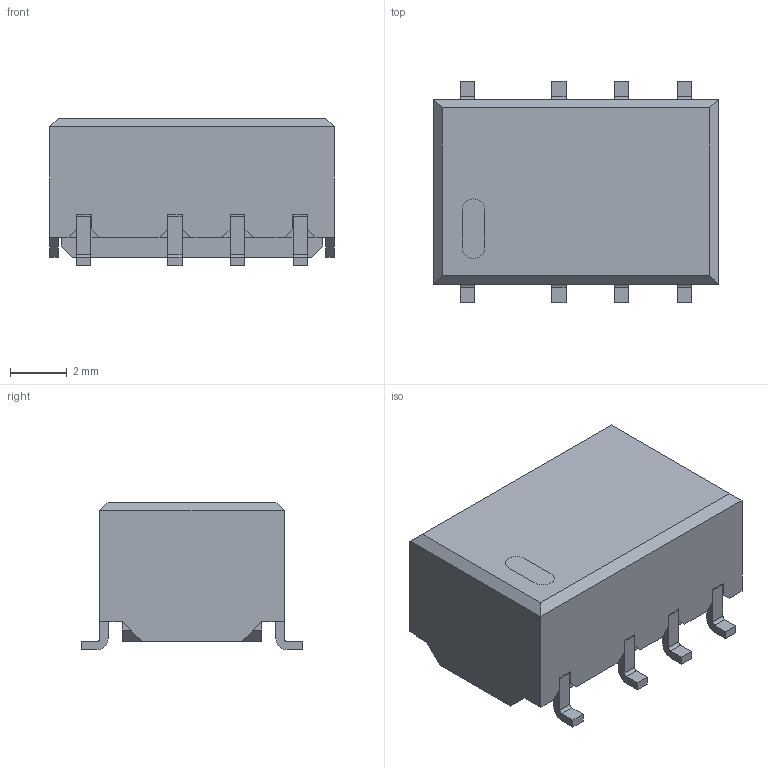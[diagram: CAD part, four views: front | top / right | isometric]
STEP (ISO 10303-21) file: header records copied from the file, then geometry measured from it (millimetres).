
FILE_DESCRIPTION (( 'STEP AP214' ), '1' );
FILE_NAME ('RELAY-SMD_G6KU-2F-Y.step', '2022-07-09T12:38:40', ( '' ), ( '' ), 'SwSTEP 2.0', 'SolidWorks 2020', '' );
FILE_SCHEMA (( 'AUTOMOTIVE_DESIGN' ));
Length unit declared in the file: millimetre
Products named in the file (1): RELAY-SMD_G6KU-2F-Y
Bounding box: 10 x 7.8 x 5.2 mm (x, y, z)
Volume: 305.6 mm3; surface area: 321.2 mm2
Topology: 1 solids, 1 shells, 437 faces, 1205 edges, 798 vertices
Faces by surface type: plane 309, bspline 112, cylinder 16
Entity records: 19151 total; most frequent: CARTESIAN_POINT 4545, ORIENTED_EDGE 2410, DIRECTION 1663, EDGE_CURVE 1205, LINE 943, VECTOR 943, VERTEX_POINT 798, EDGE_LOOP 465
